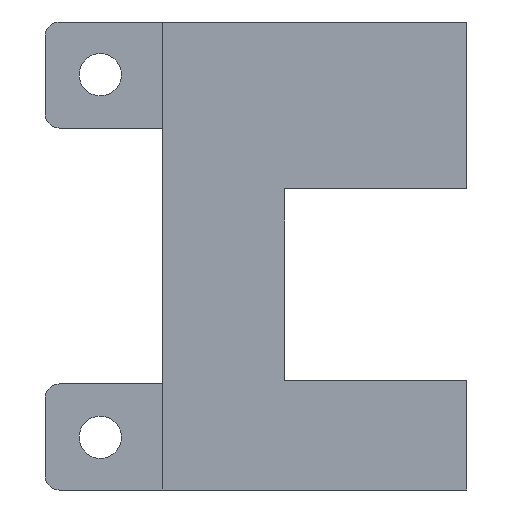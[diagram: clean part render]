
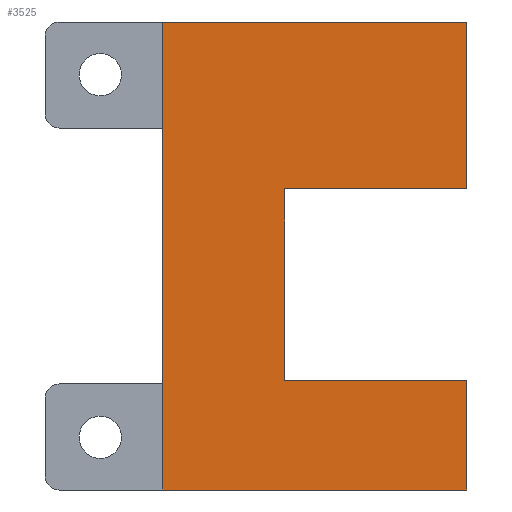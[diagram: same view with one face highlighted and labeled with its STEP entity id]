
A CAD part, front view. The second image highlights one B-rep face of the part: STEP entity #3525.
In plain terms, the highlighted planar face has unit normal (0, -1, 0).
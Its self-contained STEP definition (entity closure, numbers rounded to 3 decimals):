
#141=PLANE('',#3645);
#317=FACE_OUTER_BOUND('',#520,.T.);
#520=EDGE_LOOP('',(#3052,#3053,#3054,#3055,#3056,#3057,#3058,#3059));
#803=LINE('',#6522,#1130);
#813=LINE('',#6548,#1140);
#814=LINE('',#6550,#1141);
#815=LINE('',#6552,#1142);
#816=LINE('',#6553,#1143);
#817=LINE('',#6555,#1144);
#818=LINE('',#6557,#1145);
#819=LINE('',#6558,#1146);
#1130=VECTOR('',#4062,10.);
#1140=VECTOR('',#4084,10.);
#1141=VECTOR('',#4085,10.);
#1142=VECTOR('',#4086,10.);
#1143=VECTOR('',#4087,10.);
#1144=VECTOR('',#4088,10.);
#1145=VECTOR('',#4089,10.);
#1146=VECTOR('',#4090,10.);
#1657=VERTEX_POINT('',#6520);
#1658=VERTEX_POINT('',#6521);
#1667=VERTEX_POINT('',#6546);
#1668=VERTEX_POINT('',#6547);
#1669=VERTEX_POINT('',#6549);
#1670=VERTEX_POINT('',#6551);
#1671=VERTEX_POINT('',#6554);
#1672=VERTEX_POINT('',#6556);
#2135=EDGE_CURVE('',#1657,#1658,#803,.T.);
#2145=EDGE_CURVE('',#1667,#1668,#813,.T.);
#2146=EDGE_CURVE('',#1669,#1667,#814,.T.);
#2147=EDGE_CURVE('',#1669,#1670,#815,.T.);
#2148=EDGE_CURVE('',#1658,#1670,#816,.T.);
#2149=EDGE_CURVE('',#1671,#1657,#817,.T.);
#2150=EDGE_CURVE('',#1672,#1671,#818,.T.);
#2151=EDGE_CURVE('',#1668,#1672,#819,.T.);
#3052=ORIENTED_EDGE('',*,*,#2145,.F.);
#3053=ORIENTED_EDGE('',*,*,#2146,.F.);
#3054=ORIENTED_EDGE('',*,*,#2147,.T.);
#3055=ORIENTED_EDGE('',*,*,#2148,.F.);
#3056=ORIENTED_EDGE('',*,*,#2135,.F.);
#3057=ORIENTED_EDGE('',*,*,#2149,.F.);
#3058=ORIENTED_EDGE('',*,*,#2150,.F.);
#3059=ORIENTED_EDGE('',*,*,#2151,.F.);
#3525=ADVANCED_FACE('',(#317),#141,.F.);
#3645=AXIS2_PLACEMENT_3D('',#6545,#4082,#4083);
#4062=DIRECTION('',(1.,0.,0.));
#4082=DIRECTION('center_axis',(0.,1.,0.));
#4083=DIRECTION('ref_axis',(0.,0.,-1.));
#4084=DIRECTION('',(1.,0.,0.));
#4085=DIRECTION('',(0.,0.,-1.));
#4086=DIRECTION('',(1.,0.,0.));
#4087=DIRECTION('',(0.,0.,-1.));
#4088=DIRECTION('',(0.,0.,1.));
#4089=DIRECTION('',(-1.,0.,0.));
#4090=DIRECTION('',(0.,0.,-1.));
#6520=CARTESIAN_POINT('',(39.882,-85.049,52.916));
#6521=CARTESIAN_POINT('',(55.757,-85.049,52.916));
#6522=CARTESIAN_POINT('',(44.757,-85.049,52.916));
#6545=CARTESIAN_POINT('Origin',(55.757,-85.049,52.916));
#6546=CARTESIAN_POINT('',(46.257,-85.049,34.216));
#6547=CARTESIAN_POINT('',(55.757,-85.049,34.216));
#6548=CARTESIAN_POINT('',(41.757,-85.049,34.216));
#6549=CARTESIAN_POINT('',(46.257,-85.049,44.216));
#6550=CARTESIAN_POINT('',(46.257,-85.049,44.216));
#6551=CARTESIAN_POINT('',(55.757,-85.049,44.216));
#6552=CARTESIAN_POINT('',(41.757,-85.049,44.216));
#6553=CARTESIAN_POINT('',(55.757,-85.049,52.916));
#6554=CARTESIAN_POINT('',(39.882,-85.049,28.516));
#6555=CARTESIAN_POINT('',(39.882,-85.049,43.482));
#6556=CARTESIAN_POINT('',(55.757,-85.049,28.516));
#6557=CARTESIAN_POINT('',(48.757,-85.049,28.516));
#6558=CARTESIAN_POINT('',(55.757,-85.049,52.916));
